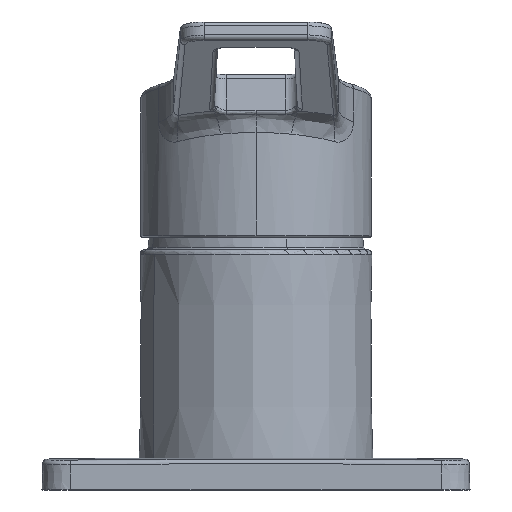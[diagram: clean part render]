
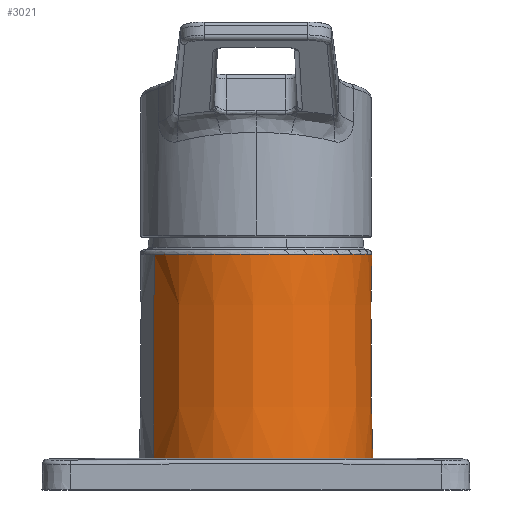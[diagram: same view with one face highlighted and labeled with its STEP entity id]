
A CAD part, front view. The second image highlights one B-rep face of the part: STEP entity #3021.
In plain terms, the highlighted conical face has half-angle 0.229 degrees and reference radius 24.4 mm.
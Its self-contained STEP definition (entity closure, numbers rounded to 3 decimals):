
#209 = CARTESIAN_POINT ( 'NONE',  ( -27.503, -32.53, 213.8 ) ) ;
#382 = CARTESIAN_POINT ( 'NONE',  ( -70.332, -55.927, 212.804 ) ) ;
#449 = EDGE_CURVE ( 'NONE', #5449, #4708, #515, .T. ) ;
#515 = CIRCLE ( 'NONE', #1880, 24.404 ) ;
#1319 = DIRECTION ( 'NONE',  ( 0.004, 0.002, -1. ) ) ;
#1370 = DIRECTION ( 'NONE',  ( -0.878, -0.479, 0. ) ) ;
#1880 = AXIS2_PLACEMENT_3D ( 'NONE', #5568, #5101, #5076 ) ;
#1963 = VERTEX_POINT ( 'NONE', #382 ) ;
#2274 = CARTESIAN_POINT ( 'NONE',  ( -48.916, -44.228, 212.804 ) ) ;
#2430 = DIRECTION ( 'NONE',  ( 0., 0., -1. ) ) ;
#2580 = ORIENTED_EDGE ( 'NONE', *, *, #3430, .F. ) ;
#2581 = DIRECTION ( 'NONE',  ( -0.004, -0.002, -1. ) ) ;
#2679 = CARTESIAN_POINT ( 'NONE',  ( -48.916, -44.228, 169.95 ) ) ;
#2695 = LINE ( 'NONE', #209, #7060 ) ;
#2852 = DIRECTION ( 'NONE',  ( 1., 0., 0. ) ) ;
#2880 = CONICAL_SURFACE ( 'NONE', #3999, 24.4, 0.004 ) ;
#2975 = VECTOR ( 'NONE', #2581, 1000. ) ;
#3021 = ADVANCED_FACE ( 'NONE', ( #6061 ), #2880, .T. ) ;
#3157 = LINE ( 'NONE', #4252, #2975 ) ;
#3220 = VERTEX_POINT ( 'NONE', #4707 ) ;
#3259 = DIRECTION ( 'NONE',  ( -1., 0., 0. ) ) ;
#3430 = EDGE_CURVE ( 'NONE', #4708, #6316, #2695, .T. ) ;
#3433 = ORIENTED_EDGE ( 'NONE', *, *, #4106, .T. ) ;
#3999 = AXIS2_PLACEMENT_3D ( 'NONE', #5352, #2430, #1370 ) ;
#4106 = EDGE_CURVE ( 'NONE', #1963, #3220, #3157, .T. ) ;
#4117 = ORIENTED_EDGE ( 'NONE', *, *, #6583, .F. ) ;
#4244 = CARTESIAN_POINT ( 'NONE',  ( -27.499, -32.528, 212.804 ) ) ;
#4252 = CARTESIAN_POINT ( 'NONE',  ( -70.329, -55.926, 213.8 ) ) ;
#4273 = CIRCLE ( 'NONE', #6930, 24.575 ) ;
#4314 = EDGE_CURVE ( 'NONE', #3220, #6316, #4273, .T. ) ;
#4557 = CARTESIAN_POINT ( 'NONE',  ( -25.288, -38.12, 212.804 ) ) ;
#4707 = CARTESIAN_POINT ( 'NONE',  ( -70.483, -56.01, 169.95 ) ) ;
#4708 = VERTEX_POINT ( 'NONE', #4244 ) ;
#5076 = DIRECTION ( 'NONE',  ( 1., 0., 0. ) ) ;
#5101 = DIRECTION ( 'NONE',  ( 0., 0., 1. ) ) ;
#5352 = CARTESIAN_POINT ( 'NONE',  ( -48.916, -44.228, 213.8 ) ) ;
#5449 = VERTEX_POINT ( 'NONE', #4557 ) ;
#5568 = CARTESIAN_POINT ( 'NONE',  ( -48.916, -44.228, 212.804 ) ) ;
#6061 = FACE_OUTER_BOUND ( 'NONE', #6595, .T. ) ;
#6119 = ORIENTED_EDGE ( 'NONE', *, *, #449, .F. ) ;
#6248 = DIRECTION ( 'NONE',  ( 0., 0., 1. ) ) ;
#6316 = VERTEX_POINT ( 'NONE', #6707 ) ;
#6583 = EDGE_CURVE ( 'NONE', #1963, #5449, #6804, .T. ) ;
#6595 = EDGE_LOOP ( 'NONE', ( #2580, #6119, #4117, #3433, #6650 ) ) ;
#6650 = ORIENTED_EDGE ( 'NONE', *, *, #4314, .T. ) ;
#6663 = DIRECTION ( 'NONE',  ( 0., 0., 1. ) ) ;
#6707 = CARTESIAN_POINT ( 'NONE',  ( -27.349, -32.445, 169.95 ) ) ;
#6804 = CIRCLE ( 'NONE', #7266, 24.404 ) ;
#6930 = AXIS2_PLACEMENT_3D ( 'NONE', #2679, #6663, #3259 ) ;
#7060 = VECTOR ( 'NONE', #1319, 1000. ) ;
#7266 = AXIS2_PLACEMENT_3D ( 'NONE', #2274, #6248, #2852 ) ;
